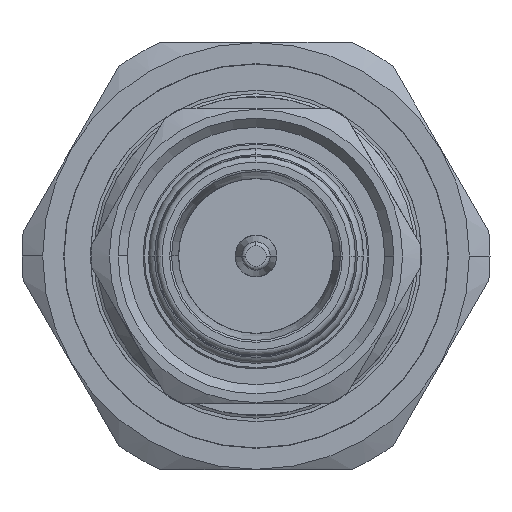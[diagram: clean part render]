
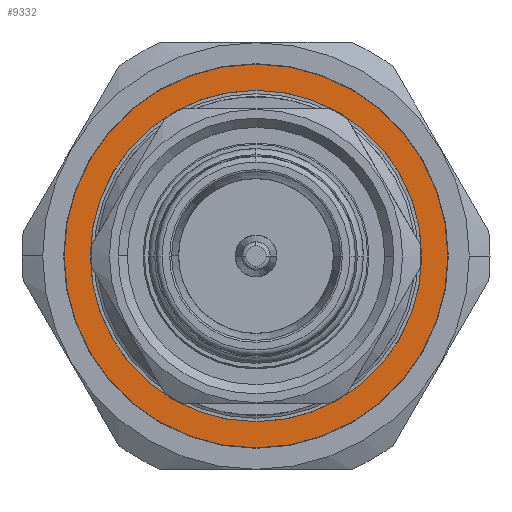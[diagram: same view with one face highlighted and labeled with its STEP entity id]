
A CAD part, left-side view. The second image highlights one B-rep face of the part: STEP entity #9332.
In plain terms, the highlighted face is planar.
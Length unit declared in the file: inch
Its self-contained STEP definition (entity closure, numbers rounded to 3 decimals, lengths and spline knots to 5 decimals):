
#1073 = CARTESIAN_POINT ( 'NONE',  ( 0.6252, 0., -0.56181 ) ) ;
#1468 = ORIENTED_EDGE ( 'NONE', *, *, #2571, .F. ) ;
#1614 = CIRCLE ( 'NONE', #4694, 0.46654 ) ;
#1707 = EDGE_CURVE ( 'NONE', #6707, #4290, #7889, .T. ) ;
#1818 = AXIS2_PLACEMENT_3D ( 'NONE', #2605, #2216, #3663 ) ;
#1951 = DIRECTION ( 'NONE',  ( 0., 0., -1. ) ) ;
#2109 = CIRCLE ( 'NONE', #3187, 0.56181 ) ;
#2216 = DIRECTION ( 'NONE',  ( -1., 0., 0. ) ) ;
#2321 = VERTEX_POINT ( 'NONE', #4790 ) ;
#2483 = EDGE_LOOP ( 'NONE', ( #3385, #5927 ) ) ;
#2491 = CARTESIAN_POINT ( 'NONE',  ( 0.6252, 0., 0. ) ) ;
#2571 = EDGE_CURVE ( 'NONE', #2321, #8459, #1614, .T. ) ;
#2605 = CARTESIAN_POINT ( 'NONE',  ( 0.6252, 0., 0. ) ) ;
#3002 = DIRECTION ( 'NONE',  ( 0., 0., -1. ) ) ;
#3187 = AXIS2_PLACEMENT_3D ( 'NONE', #7049, #8664, #8528 ) ;
#3385 = ORIENTED_EDGE ( 'NONE', *, *, #1707, .T. ) ;
#3400 = DIRECTION ( 'NONE',  ( 0., 0., -1. ) ) ;
#3663 = DIRECTION ( 'NONE',  ( 0., 0., 1. ) ) ;
#4003 = EDGE_LOOP ( 'NONE', ( #8443, #1468 ) ) ;
#4234 = FACE_BOUND ( 'NONE', #4003, .T. ) ;
#4288 = CARTESIAN_POINT ( 'NONE',  ( 0.6252, 0., 0. ) ) ;
#4290 = VERTEX_POINT ( 'NONE', #8538 ) ;
#4694 = AXIS2_PLACEMENT_3D ( 'NONE', #2491, #7106, #1951 ) ;
#4790 = CARTESIAN_POINT ( 'NONE',  ( 0.6252, 0., -0.46654 ) ) ;
#4978 = EDGE_CURVE ( 'NONE', #6707, #4290, #2109, .T. ) ;
#5927 = ORIENTED_EDGE ( 'NONE', *, *, #4978, .F. ) ;
#6041 = EDGE_CURVE ( 'NONE', #2321, #8459, #7765, .T. ) ;
#6225 = AXIS2_PLACEMENT_3D ( 'NONE', #7546, #6781, #3002 ) ;
#6458 = PLANE ( 'NONE',  #1818 ) ;
#6707 = VERTEX_POINT ( 'NONE', #1073 ) ;
#6781 = DIRECTION ( 'NONE',  ( -1., 0., 0. ) ) ;
#7049 = CARTESIAN_POINT ( 'NONE',  ( 0.6252, 0., 0. ) ) ;
#7106 = DIRECTION ( 'NONE',  ( 1., 0., 0. ) ) ;
#7188 = FACE_OUTER_BOUND ( 'NONE', #2483, .T. ) ;
#7234 = DIRECTION ( 'NONE',  ( 1., 0., 0. ) ) ;
#7546 = CARTESIAN_POINT ( 'NONE',  ( 0.6252, 0., 0. ) ) ;
#7615 = AXIS2_PLACEMENT_3D ( 'NONE', #4288, #7234, #3400 ) ;
#7765 = CIRCLE ( 'NONE', #6225, 0.46654 ) ;
#7889 = CIRCLE ( 'NONE', #7615, 0.56181 ) ;
#8443 = ORIENTED_EDGE ( 'NONE', *, *, #6041, .T. ) ;
#8459 = VERTEX_POINT ( 'NONE', #8965 ) ;
#8528 = DIRECTION ( 'NONE',  ( 0., 0., -1. ) ) ;
#8538 = CARTESIAN_POINT ( 'NONE',  ( 0.6252, 0., 0.56181 ) ) ;
#8664 = DIRECTION ( 'NONE',  ( -1., 0., 0. ) ) ;
#8965 = CARTESIAN_POINT ( 'NONE',  ( 0.6252, 0., 0.46654 ) ) ;
#9332 = ADVANCED_FACE ( 'NONE', ( #4234, #7188 ), #6458, .F. ) ;
